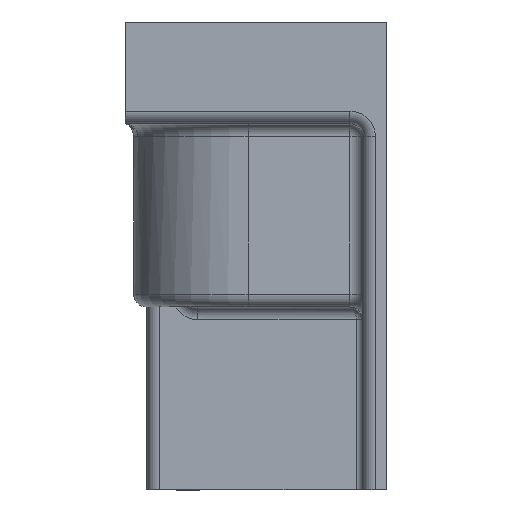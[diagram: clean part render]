
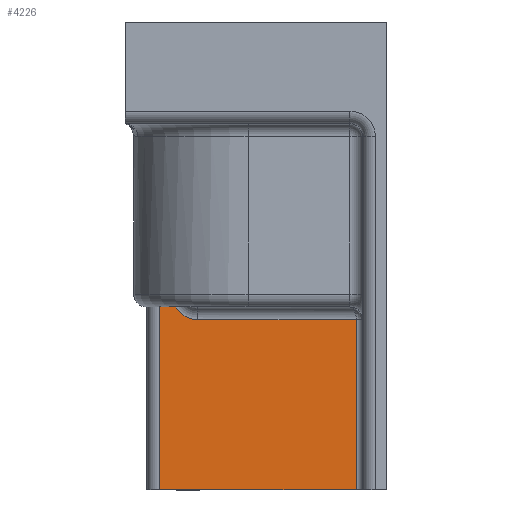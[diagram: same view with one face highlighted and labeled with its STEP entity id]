
A CAD part, left-side view. The second image highlights one B-rep face of the part: STEP entity #4226.
In plain terms, the highlighted planar face has unit normal (-1, 0, 0).
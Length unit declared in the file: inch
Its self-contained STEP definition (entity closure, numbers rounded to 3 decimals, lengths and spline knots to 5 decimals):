
#2 = ORIENTED_EDGE ( 'NONE', *, *, #1920, .T. ) ;
#60 = CARTESIAN_POINT ( 'NONE',  ( -2., 2.7075, -1.1875 ) ) ;
#314 = VECTOR ( 'NONE', #2866, 39.37008 ) ;
#508 = CARTESIAN_POINT ( 'NONE',  ( -2., 1.80375, -2.25 ) ) ;
#597 = LINE ( 'NONE', #2183, #3299 ) ;
#788 = ORIENTED_EDGE ( 'NONE', *, *, #1791, .F. ) ;
#978 = DIRECTION ( 'NONE',  ( -1., 0., 0. ) ) ;
#1064 = VERTEX_POINT ( 'NONE', #2841 ) ;
#1102 = CARTESIAN_POINT ( 'NONE',  ( -2., 1.7725, -12.25759 ) ) ;
#1119 = PLANE ( 'NONE',  #2400 ) ;
#1203 = LINE ( 'NONE', #508, #2705 ) ;
#1345 = ORIENTED_EDGE ( 'NONE', *, *, #2857, .T. ) ;
#1406 = DIRECTION ( 'NONE',  ( 0., 1., 0. ) ) ;
#1453 = DIRECTION ( 'NONE',  ( 1., 0., 0. ) ) ;
#1497 = DIRECTION ( 'NONE',  ( 0., 0., 1. ) ) ;
#1747 = AXIS2_PLACEMENT_3D ( 'NONE', #2626, #978, #3877 ) ;
#1760 = ORIENTED_EDGE ( 'NONE', *, *, #3768, .T. ) ;
#1791 = EDGE_CURVE ( 'NONE', #2688, #1823, #3932, .T. ) ;
#1823 = VERTEX_POINT ( 'NONE', #2291 ) ;
#1920 = EDGE_CURVE ( 'NONE', #2163, #1823, #3667, .T. ) ;
#2039 = CARTESIAN_POINT ( 'NONE',  ( -2., 1.7725, -1.3125 ) ) ;
#2107 = DIRECTION ( 'NONE',  ( 0., 1., 0. ) ) ;
#2163 = VERTEX_POINT ( 'NONE', #2879 ) ;
#2183 = CARTESIAN_POINT ( 'NONE',  ( -2., 2.77, -12.25759 ) ) ;
#2187 = VERTEX_POINT ( 'NONE', #2942 ) ;
#2291 = CARTESIAN_POINT ( 'NONE',  ( -2., 2.5825, -1.3125 ) ) ;
#2297 = VECTOR ( 'NONE', #2107, 39.37008 ) ;
#2400 = AXIS2_PLACEMENT_3D ( 'NONE', #1102, #1453, #1406 ) ;
#2406 = CARTESIAN_POINT ( 'NONE',  ( -2., 2.7075, -0.35 ) ) ;
#2430 = FACE_OUTER_BOUND ( 'NONE', #3289, .T. ) ;
#2626 = CARTESIAN_POINT ( 'NONE',  ( -2., 2.5825, -1.1875 ) ) ;
#2654 = ORIENTED_EDGE ( 'NONE', *, *, #2834, .T. ) ;
#2688 = VERTEX_POINT ( 'NONE', #60 ) ;
#2704 = DIRECTION ( 'NONE',  ( 0., 1., 0. ) ) ;
#2705 = VECTOR ( 'NONE', #1497, 39.37008 ) ;
#2808 = LINE ( 'NONE', #4100, #4252 ) ;
#2834 = EDGE_CURVE ( 'NONE', #3054, #2187, #597, .T. ) ;
#2841 = CARTESIAN_POINT ( 'NONE',  ( -2., 1.80375, -2.14923 ) ) ;
#2857 = EDGE_CURVE ( 'NONE', #1064, #2163, #1203, .T. ) ;
#2866 = DIRECTION ( 'NONE',  ( 0., 0., 1. ) ) ;
#2879 = CARTESIAN_POINT ( 'NONE',  ( -2., 1.80375, -1.3125 ) ) ;
#2881 = CARTESIAN_POINT ( 'NONE',  ( -2., 2.7075, -0.35 ) ) ;
#2942 = CARTESIAN_POINT ( 'NONE',  ( -2., 2.77, -2.14923 ) ) ;
#2970 = VERTEX_POINT ( 'NONE', #2406 ) ;
#3001 = CARTESIAN_POINT ( 'NONE',  ( -2., 2.77, -0.35 ) ) ;
#3034 = DIRECTION ( 'NONE',  ( 0., 1., 0. ) ) ;
#3054 = VERTEX_POINT ( 'NONE', #3001 ) ;
#3088 = CARTESIAN_POINT ( 'NONE',  ( -2., 1.7725, -2.14923 ) ) ;
#3289 = EDGE_LOOP ( 'NONE', ( #788, #4072, #1760, #2654, #4054, #1345, #2 ) ) ;
#3299 = VECTOR ( 'NONE', #4119, 39.37008 ) ;
#3333 = VECTOR ( 'NONE', #2704, 39.37008 ) ;
#3667 = LINE ( 'NONE', #2039, #2297 ) ;
#3736 = LINE ( 'NONE', #3088, #3333 ) ;
#3768 = EDGE_CURVE ( 'NONE', #2970, #3054, #2808, .T. ) ;
#3870 = LINE ( 'NONE', #2881, #314 ) ;
#3877 = DIRECTION ( 'NONE',  ( 0., 1., 0. ) ) ;
#3886 = EDGE_CURVE ( 'NONE', #2688, #2970, #3870, .T. ) ;
#3932 = CIRCLE ( 'NONE', #1747, 0.125 ) ;
#4054 = ORIENTED_EDGE ( 'NONE', *, *, #4244, .F. ) ;
#4072 = ORIENTED_EDGE ( 'NONE', *, *, #3886, .T. ) ;
#4100 = CARTESIAN_POINT ( 'NONE',  ( -2., 1.7725, -0.35 ) ) ;
#4119 = DIRECTION ( 'NONE',  ( 0., 0., -1. ) ) ;
#4226 = ADVANCED_FACE ( 'NONE', ( #2430 ), #1119, .F. ) ;
#4244 = EDGE_CURVE ( 'NONE', #1064, #2187, #3736, .T. ) ;
#4252 = VECTOR ( 'NONE', #3034, 39.37008 ) ;
